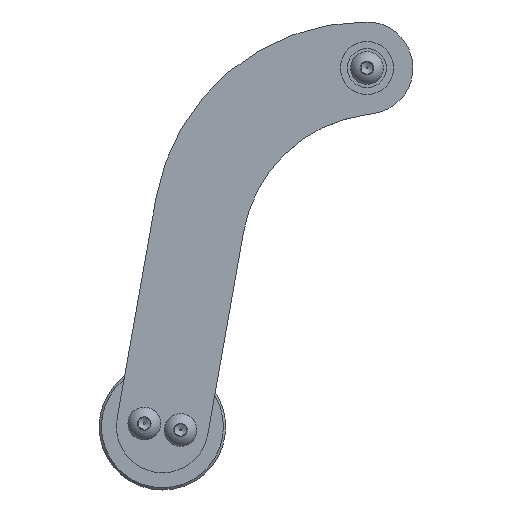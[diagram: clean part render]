
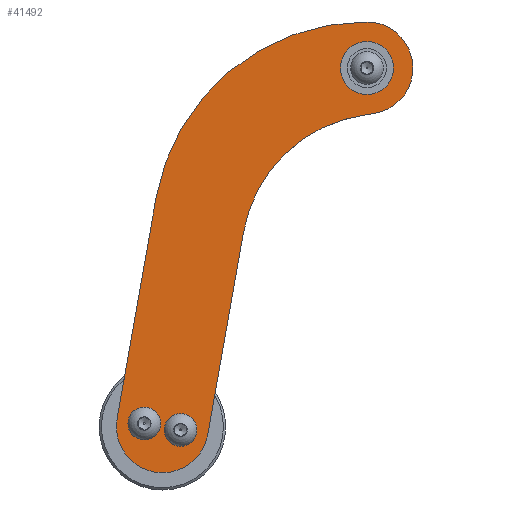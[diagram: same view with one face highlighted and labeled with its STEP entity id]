
A CAD part, left-side view. The second image highlights one B-rep face of the part: STEP entity #41492.
In plain terms, the highlighted planar face has unit normal (-1, 0, 0).
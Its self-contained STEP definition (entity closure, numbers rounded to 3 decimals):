
#41492 = ADVANCED_FACE('',(#41493,#41563,#41574,#41585),#41596,.F.);
#41493 = FACE_BOUND('',#41494,.F.);
#41494 = EDGE_LOOP('',(#41495,#41505,#41514,#41522,#41531,#41539,#41548,
    #41556));
#41495 = ORIENTED_EDGE('',*,*,#41496,.F.);
#41496 = EDGE_CURVE('',#41497,#41499,#41501,.T.);
#41497 = VERTEX_POINT('',#41498);
#41498 = CARTESIAN_POINT('',(0.,0.,8.));
#41499 = VERTEX_POINT('',#41500);
#41500 = CARTESIAN_POINT('',(0.,0.212,8.));
#41501 = LINE('',#41502,#41503);
#41502 = CARTESIAN_POINT('',(0.,0.,8.));
#41503 = VECTOR('',#41504,1.);
#41504 = DIRECTION('',(0.,1.,0.));
#41505 = ORIENTED_EDGE('',*,*,#41506,.T.);
#41506 = EDGE_CURVE('',#41497,#41507,#41509,.T.);
#41507 = VERTEX_POINT('',#41508);
#41508 = CARTESIAN_POINT('',(0.,-1.113,-7.922));
#41509 = CIRCLE('',#41510,8.);
#41510 = AXIS2_PLACEMENT_3D('',#41511,#41512,#41513);
#41511 = CARTESIAN_POINT('',(0.,0.,0.));
#41512 = DIRECTION('',(1.,0.,0.));
#41513 = DIRECTION('',(0.,1.,0.));
#41514 = ORIENTED_EDGE('',*,*,#41515,.T.);
#41515 = EDGE_CURVE('',#41507,#41516,#41518,.T.);
#41516 = VERTEX_POINT('',#41517);
#41517 = CARTESIAN_POINT('',(0.,0.313,-8.123));
#41518 = LINE('',#41519,#41520);
#41519 = CARTESIAN_POINT('',(0.,-1.113,-7.922));
#41520 = VECTOR('',#41521,1.);
#41521 = DIRECTION('',(0.,0.99,-0.139));
#41522 = ORIENTED_EDGE('',*,*,#41523,.T.);
#41523 = EDGE_CURVE('',#41516,#41524,#41526,.T.);
#41524 = VERTEX_POINT('',#41525);
#41525 = CARTESIAN_POINT('',(0.,21.454,-28.538));
#41526 = CIRCLE('',#41527,25.);
#41527 = AXIS2_PLACEMENT_3D('',#41528,#41529,#41530);
#41528 = CARTESIAN_POINT('',(0.,-3.166,-32.879)
  );
#41529 = DIRECTION('',(-1.,0.,0.));
#41530 = DIRECTION('',(0.,0.,1.));
#41531 = ORIENTED_EDGE('',*,*,#41532,.F.);
#41532 = EDGE_CURVE('',#41533,#41524,#41535,.T.);
#41533 = VERTEX_POINT('',#41534);
#41534 = CARTESIAN_POINT('',(0.,27.657,-63.715));
#41535 = LINE('',#41536,#41537);
#41536 = CARTESIAN_POINT('',(0.,27.657,-63.715));
#41537 = VECTOR('',#41538,1.);
#41538 = DIRECTION('',(0.,-0.174,0.985));
#41539 = ORIENTED_EDGE('',*,*,#41540,.T.);
#41540 = EDGE_CURVE('',#41533,#41541,#41543,.T.);
#41541 = VERTEX_POINT('',#41542);
#41542 = CARTESIAN_POINT('',(0.,43.414,-60.937));
#41543 = CIRCLE('',#41544,8.);
#41544 = AXIS2_PLACEMENT_3D('',#41545,#41546,#41547);
#41545 = CARTESIAN_POINT('',(0.,35.535,-62.326));
#41546 = DIRECTION('',(1.,0.,0.));
#41547 = DIRECTION('',(0.,1.,0.));
#41548 = ORIENTED_EDGE('',*,*,#41549,.F.);
#41549 = EDGE_CURVE('',#41550,#41541,#41552,.T.);
#41550 = VERTEX_POINT('',#41551);
#41551 = CARTESIAN_POINT('',(0.,36.649,-22.575));
#41552 = LINE('',#41553,#41554);
#41553 = CARTESIAN_POINT('',(0.,31.258,8.));
#41554 = VECTOR('',#41555,1.);
#41555 = DIRECTION('',(0.,0.174,-0.985));
#41556 = ORIENTED_EDGE('',*,*,#41557,.F.);
#41557 = EDGE_CURVE('',#41499,#41550,#41558,.T.);
#41558 = CIRCLE('',#41559,37.);
#41559 = AXIS2_PLACEMENT_3D('',#41560,#41561,#41562);
#41560 = CARTESIAN_POINT('',(0.,0.212,-29.));
#41561 = DIRECTION('',(-1.,0.,0.));
#41562 = DIRECTION('',(0.,0.,1.));
#41563 = FACE_BOUND('',#41564,.T.);
#41564 = EDGE_LOOP('',(#41565));
#41565 = ORIENTED_EDGE('',*,*,#41566,.T.);
#41566 = EDGE_CURVE('',#41567,#41567,#41569,.T.);
#41567 = VERTEX_POINT('',#41568);
#41568 = CARTESIAN_POINT('',(0.,4.,0.));
#41569 = CIRCLE('',#41570,4.);
#41570 = AXIS2_PLACEMENT_3D('',#41571,#41572,#41573);
#41571 = CARTESIAN_POINT('',(0.,0.,0.));
#41572 = DIRECTION('',(1.,0.,0.));
#41573 = DIRECTION('',(0.,1.,0.));
#41574 = FACE_BOUND('',#41575,.T.);
#41575 = EDGE_LOOP('',(#41576));
#41576 = ORIENTED_EDGE('',*,*,#41577,.T.);
#41577 = EDGE_CURVE('',#41578,#41578,#41580,.T.);
#41578 = VERTEX_POINT('',#41579);
#41579 = CARTESIAN_POINT('',(0.,33.984,-62.881));
#41580 = CIRCLE('',#41581,1.6);
#41581 = AXIS2_PLACEMENT_3D('',#41582,#41583,#41584);
#41582 = CARTESIAN_POINT('',(0.,32.384,-62.881));
#41583 = DIRECTION('',(1.,0.,0.));
#41584 = DIRECTION('',(0.,1.,0.));
#41585 = FACE_BOUND('',#41586,.T.);
#41586 = EDGE_LOOP('',(#41587));
#41587 = ORIENTED_EDGE('',*,*,#41588,.T.);
#41588 = EDGE_CURVE('',#41589,#41589,#41591,.T.);
#41589 = VERTEX_POINT('',#41590);
#41590 = CARTESIAN_POINT('',(0.,40.287,-61.77));
#41591 = CIRCLE('',#41592,1.6);
#41592 = AXIS2_PLACEMENT_3D('',#41593,#41594,#41595);
#41593 = CARTESIAN_POINT('',(0.,38.687,-61.77));
#41594 = DIRECTION('',(1.,0.,0.));
#41595 = DIRECTION('',(0.,1.,0.));
#41596 = PLANE('',#41597);
#41597 = AXIS2_PLACEMENT_3D('',#41598,#41599,#41600);
#41598 = CARTESIAN_POINT('',(0.,22.609,-24.777)
  );
#41599 = DIRECTION('',(1.,0.,0.));
#41600 = DIRECTION('',(0.,0.,1.));
